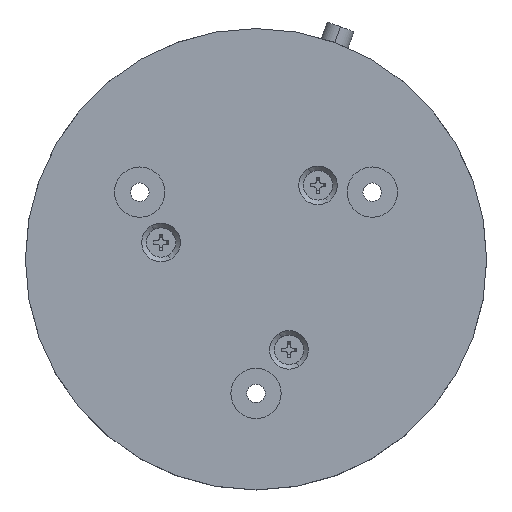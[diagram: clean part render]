
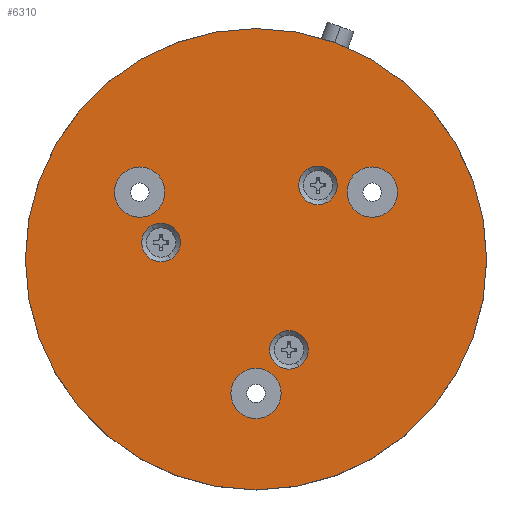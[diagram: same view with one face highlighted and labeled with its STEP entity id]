
A CAD part, top view. The second image highlights one B-rep face of the part: STEP entity #6310.
In plain terms, the highlighted face is planar.
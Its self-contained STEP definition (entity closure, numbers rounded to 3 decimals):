
#181 = CARTESIAN_POINT ( 'NONE',  ( -3., 16., 0. ) ) ;
#250 = CARTESIAN_POINT ( 'NONE',  ( 1.633, 10.806, 0. ) ) ;
#274 = CARTESIAN_POINT ( 'NONE',  ( 7.392, -8.81, 0. ) ) ;
#290 = CIRCLE ( 'NONE', #1567, 3. ) ;
#333 = DIRECTION ( 'NONE',  ( -1., 0., 0. ) ) ;
#361 = AXIS2_PLACEMENT_3D ( 'NONE', #1992, #7157, #7942 ) ;
#513 = CIRCLE ( 'NONE', #6344, 2.3 ) ;
#528 = CIRCLE ( 'NONE', #2961, 3. ) ;
#572 = CARTESIAN_POINT ( 'NONE',  ( 0., 0., 0. ) ) ;
#652 = CARTESIAN_POINT ( 'NONE',  ( 0., 16., 0. ) ) ;
#667 = CIRCLE ( 'NONE', #5483, 3. ) ;
#810 = DIRECTION ( 'NONE',  ( -1., 0., 0. ) ) ;
#915 = EDGE_LOOP ( 'NONE', ( #3641, #2414 ) ) ;
#971 = AXIS2_PLACEMENT_3D ( 'NONE', #3765, #3150, #3131 ) ;
#1003 = CARTESIAN_POINT ( 'NONE',  ( 13.856, -8., 0. ) ) ;
#1047 = DIRECTION ( 'NONE',  ( -1., 0., 0. ) ) ;
#1076 = CARTESIAN_POINT ( 'NONE',  ( 16.856, -8., 0. ) ) ;
#1121 = VERTEX_POINT ( 'NONE', #3842 ) ;
#1186 = DIRECTION ( 'NONE',  ( 0., 0., 1. ) ) ;
#1214 = AXIS2_PLACEMENT_3D ( 'NONE', #4246, #1610, #8128 ) ;
#1237 = AXIS2_PLACEMENT_3D ( 'NONE', #572, #1186, #5164 ) ;
#1473 = EDGE_CURVE ( 'NONE', #4451, #4164, #6451, .T. ) ;
#1567 = AXIS2_PLACEMENT_3D ( 'NONE', #7075, #3140, #5051 ) ;
#1589 = ORIENTED_EDGE ( 'NONE', *, *, #2804, .F. ) ;
#1593 = EDGE_CURVE ( 'NONE', #6367, #5913, #4768, .T. ) ;
#1610 = DIRECTION ( 'NONE',  ( 0., 0., 1. ) ) ;
#1621 = EDGE_CURVE ( 'NONE', #5781, #3439, #667, .T. ) ;
#1992 = CARTESIAN_POINT ( 'NONE',  ( 0., 16., 0. ) ) ;
#2005 = FACE_BOUND ( 'NONE', #5173, .T. ) ;
#2020 = ORIENTED_EDGE ( 'NONE', *, *, #1593, .F. ) ;
#2115 = CIRCLE ( 'NONE', #3447, 2.3 ) ;
#2119 = CARTESIAN_POINT ( 'NONE',  ( -9.025, -1.997, 0. ) ) ;
#2120 = EDGE_LOOP ( 'NONE', ( #4206, #8411 ) ) ;
#2299 = DIRECTION ( 'NONE',  ( -1., 0., 0. ) ) ;
#2315 = CARTESIAN_POINT ( 'NONE',  ( 0., 0., 0. ) ) ;
#2414 = ORIENTED_EDGE ( 'NONE', *, *, #3659, .T. ) ;
#2436 = ORIENTED_EDGE ( 'NONE', *, *, #6103, .T. ) ;
#2617 = DIRECTION ( 'NONE',  ( 0., 0., -1. ) ) ;
#2620 = DIRECTION ( 'NONE',  ( 1., 0., 0. ) ) ;
#2742 = FACE_BOUND ( 'NONE', #915, .T. ) ;
#2752 = CARTESIAN_POINT ( 'NONE',  ( 3.933, 10.806, 0. ) ) ;
#2804 = EDGE_CURVE ( 'NONE', #3157, #7484, #6478, .T. ) ;
#2949 = CARTESIAN_POINT ( 'NONE',  ( 27.5, 0., 0. ) ) ;
#2961 = AXIS2_PLACEMENT_3D ( 'NONE', #6663, #6906, #3718 ) ;
#3010 = EDGE_LOOP ( 'NONE', ( #4714, #3525 ) ) ;
#3122 = ORIENTED_EDGE ( 'NONE', *, *, #1473, .F. ) ;
#3130 = CARTESIAN_POINT ( 'NONE',  ( -27.5, 0., 0. ) ) ;
#3131 = DIRECTION ( 'NONE',  ( -0.5, 0.866, 0. ) ) ;
#3140 = DIRECTION ( 'NONE',  ( 0., 0., 1. ) ) ;
#3150 = DIRECTION ( 'NONE',  ( 0., 0., 1. ) ) ;
#3157 = VERTEX_POINT ( 'NONE', #2119 ) ;
#3279 = AXIS2_PLACEMENT_3D ( 'NONE', #8203, #8311, #1047 ) ;
#3439 = VERTEX_POINT ( 'NONE', #5328 ) ;
#3447 = AXIS2_PLACEMENT_3D ( 'NONE', #5666, #3753, #2299 ) ;
#3525 = ORIENTED_EDGE ( 'NONE', *, *, #5139, .F. ) ;
#3584 = PLANE ( 'NONE',  #1214 ) ;
#3611 = DIRECTION ( 'NONE',  ( 0., 0., -1. ) ) ;
#3641 = ORIENTED_EDGE ( 'NONE', *, *, #4094, .T. ) ;
#3659 = EDGE_CURVE ( 'NONE', #4767, #1121, #5578, .T. ) ;
#3718 = DIRECTION ( 'NONE',  ( -0.5, 0.866, 0. ) ) ;
#3743 = DIRECTION ( 'NONE',  ( 0., 0., 1. ) ) ;
#3753 = DIRECTION ( 'NONE',  ( 0., 0., -1. ) ) ;
#3765 = CARTESIAN_POINT ( 'NONE',  ( -13.856, -8., 0. ) ) ;
#3766 = CIRCLE ( 'NONE', #3279, 2.3 ) ;
#3805 = CIRCLE ( 'NONE', #1237, 27.5 ) ;
#3842 = CARTESIAN_POINT ( 'NONE',  ( -10.856, -8., 0. ) ) ;
#3890 = CARTESIAN_POINT ( 'NONE',  ( -11.325, -1.997, 0. ) ) ;
#3951 = VERTEX_POINT ( 'NONE', #181 ) ;
#3986 = CIRCLE ( 'NONE', #361, 3. ) ;
#4094 = EDGE_CURVE ( 'NONE', #1121, #4767, #528, .T. ) ;
#4164 = VERTEX_POINT ( 'NONE', #6622 ) ;
#4176 = ORIENTED_EDGE ( 'NONE', *, *, #6731, .T. ) ;
#4181 = EDGE_LOOP ( 'NONE', ( #5468, #2020 ) ) ;
#4206 = ORIENTED_EDGE ( 'NONE', *, *, #1621, .T. ) ;
#4246 = CARTESIAN_POINT ( 'NONE',  ( 0., 0., 0. ) ) ;
#4316 = AXIS2_PLACEMENT_3D ( 'NONE', #274, #3611, #333 ) ;
#4451 = VERTEX_POINT ( 'NONE', #7461 ) ;
#4495 = VERTEX_POINT ( 'NONE', #250 ) ;
#4578 = DIRECTION ( 'NONE',  ( -1., 0., 0. ) ) ;
#4714 = ORIENTED_EDGE ( 'NONE', *, *, #6403, .F. ) ;
#4767 = VERTEX_POINT ( 'NONE', #7098 ) ;
#4768 = CIRCLE ( 'NONE', #7201, 27.5 ) ;
#5015 = DIRECTION ( 'NONE',  ( 0., 0., 1. ) ) ;
#5051 = DIRECTION ( 'NONE',  ( -0.5, -0.866, 0. ) ) ;
#5139 = EDGE_CURVE ( 'NONE', #8288, #4495, #513, .T. ) ;
#5164 = DIRECTION ( 'NONE',  ( 1., 0., 0. ) ) ;
#5173 = EDGE_LOOP ( 'NONE', ( #5993, #3122 ) ) ;
#5205 = CIRCLE ( 'NONE', #7761, 2.3 ) ;
#5321 = FACE_BOUND ( 'NONE', #3010, .T. ) ;
#5328 = CARTESIAN_POINT ( 'NONE',  ( 10.856, -8., 0. ) ) ;
#5343 = CARTESIAN_POINT ( 'NONE',  ( 3., 16., 0. ) ) ;
#5348 = EDGE_CURVE ( 'NONE', #5913, #6367, #3805, .T. ) ;
#5468 = ORIENTED_EDGE ( 'NONE', *, *, #5348, .F. ) ;
#5483 = AXIS2_PLACEMENT_3D ( 'NONE', #1003, #5015, #5681 ) ;
#5533 = FACE_BOUND ( 'NONE', #2120, .T. ) ;
#5578 = CIRCLE ( 'NONE', #971, 3. ) ;
#5666 = CARTESIAN_POINT ( 'NONE',  ( 3.933, 10.806, 0. ) ) ;
#5681 = DIRECTION ( 'NONE',  ( -0.5, -0.866, 0. ) ) ;
#5709 = DIRECTION ( 'NONE',  ( 1., 0., 0. ) ) ;
#5733 = EDGE_LOOP ( 'NONE', ( #7780, #1589 ) ) ;
#5781 = VERTEX_POINT ( 'NONE', #1076 ) ;
#5913 = VERTEX_POINT ( 'NONE', #3130 ) ;
#5963 = EDGE_LOOP ( 'NONE', ( #2436, #4176 ) ) ;
#5993 = ORIENTED_EDGE ( 'NONE', *, *, #8451, .F. ) ;
#6103 = EDGE_CURVE ( 'NONE', #8177, #3951, #6422, .T. ) ;
#6220 = FACE_BOUND ( 'NONE', #5733, .T. ) ;
#6310 = ADVANCED_FACE ( 'NONE', ( #6220, #2005, #5321, #2742, #5533, #6941, #6640 ), #3584, .F. ) ;
#6344 = AXIS2_PLACEMENT_3D ( 'NONE', #2752, #7999, #810 ) ;
#6367 = VERTEX_POINT ( 'NONE', #2949 ) ;
#6403 = EDGE_CURVE ( 'NONE', #4495, #8288, #2115, .T. ) ;
#6422 = CIRCLE ( 'NONE', #8156, 3. ) ;
#6451 = CIRCLE ( 'NONE', #4316, 2.3 ) ;
#6478 = CIRCLE ( 'NONE', #8166, 2.3 ) ;
#6508 = DIRECTION ( 'NONE',  ( 0., 0., 1. ) ) ;
#6534 = CARTESIAN_POINT ( 'NONE',  ( -11.325, -1.997, 0. ) ) ;
#6622 = CARTESIAN_POINT ( 'NONE',  ( 5.092, -8.81, 0. ) ) ;
#6640 = FACE_OUTER_BOUND ( 'NONE', #4181, .T. ) ;
#6663 = CARTESIAN_POINT ( 'NONE',  ( -13.856, -8., 0. ) ) ;
#6731 = EDGE_CURVE ( 'NONE', #3951, #8177, #3986, .T. ) ;
#6906 = DIRECTION ( 'NONE',  ( 0., 0., 1. ) ) ;
#6941 = FACE_BOUND ( 'NONE', #5963, .T. ) ;
#7075 = CARTESIAN_POINT ( 'NONE',  ( 13.856, -8., 0. ) ) ;
#7098 = CARTESIAN_POINT ( 'NONE',  ( -16.856, -8., 0. ) ) ;
#7157 = DIRECTION ( 'NONE',  ( 0., 0., 1. ) ) ;
#7185 = DIRECTION ( 'NONE',  ( -1., 0., 0. ) ) ;
#7201 = AXIS2_PLACEMENT_3D ( 'NONE', #2315, #3743, #5709 ) ;
#7294 = CARTESIAN_POINT ( 'NONE',  ( 6.233, 10.806, 0. ) ) ;
#7360 = EDGE_CURVE ( 'NONE', #3439, #5781, #290, .T. ) ;
#7450 = EDGE_CURVE ( 'NONE', #7484, #3157, #5205, .T. ) ;
#7461 = CARTESIAN_POINT ( 'NONE',  ( 9.692, -8.81, 0. ) ) ;
#7484 = VERTEX_POINT ( 'NONE', #7875 ) ;
#7761 = AXIS2_PLACEMENT_3D ( 'NONE', #3890, #7844, #4578 ) ;
#7780 = ORIENTED_EDGE ( 'NONE', *, *, #7450, .F. ) ;
#7844 = DIRECTION ( 'NONE',  ( 0., 0., -1. ) ) ;
#7875 = CARTESIAN_POINT ( 'NONE',  ( -13.625, -1.997, 0. ) ) ;
#7942 = DIRECTION ( 'NONE',  ( 1., 0., 0. ) ) ;
#7999 = DIRECTION ( 'NONE',  ( 0., 0., -1. ) ) ;
#8128 = DIRECTION ( 'NONE',  ( 1., 0., 0. ) ) ;
#8156 = AXIS2_PLACEMENT_3D ( 'NONE', #652, #6508, #2620 ) ;
#8166 = AXIS2_PLACEMENT_3D ( 'NONE', #6534, #2617, #7185 ) ;
#8177 = VERTEX_POINT ( 'NONE', #5343 ) ;
#8203 = CARTESIAN_POINT ( 'NONE',  ( 7.392, -8.81, 0. ) ) ;
#8288 = VERTEX_POINT ( 'NONE', #7294 ) ;
#8311 = DIRECTION ( 'NONE',  ( 0., 0., -1. ) ) ;
#8411 = ORIENTED_EDGE ( 'NONE', *, *, #7360, .T. ) ;
#8451 = EDGE_CURVE ( 'NONE', #4164, #4451, #3766, .T. ) ;
